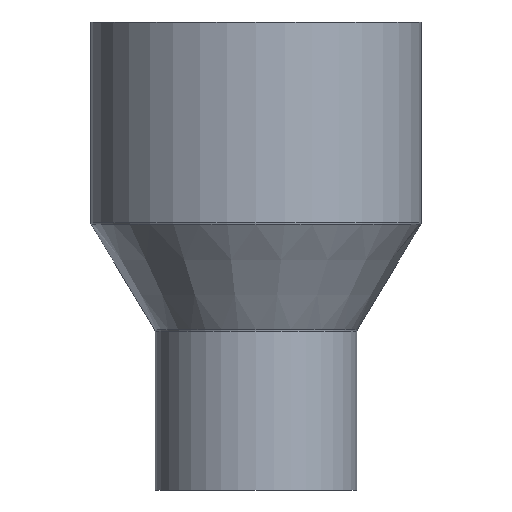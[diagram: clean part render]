
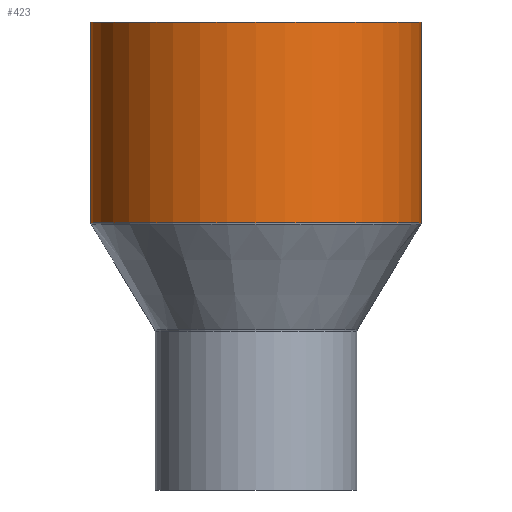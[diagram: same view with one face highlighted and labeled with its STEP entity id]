
A CAD part, front view. The second image highlights one B-rep face of the part: STEP entity #423.
In plain terms, the highlighted cylindrical face has radius 90 mm (diameter 180 mm), a partial arc.
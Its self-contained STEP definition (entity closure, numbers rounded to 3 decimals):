
#4 = AXIS2_PLACEMENT_3D ( 'NONE', #311, #494, #38 ) ;
#16 = AXIS2_PLACEMENT_3D ( 'NONE', #227, #183, #380 ) ;
#28 = CARTESIAN_POINT ( 'NONE',  ( -90., 0., 135.603 ) ) ;
#37 = EDGE_CURVE ( 'NONE', #299, #420, #104, .T. ) ;
#38 = DIRECTION ( 'NONE',  ( -1., 0., 0. ) ) ;
#81 = CARTESIAN_POINT ( 'NONE',  ( 0., 0., 26.16 ) ) ;
#104 = CIRCLE ( 'NONE', #211, 90. ) ;
#105 = LINE ( 'NONE', #309, #553 ) ;
#161 = CYLINDRICAL_SURFACE ( 'NONE', #16, 90. ) ;
#183 = DIRECTION ( 'NONE',  ( 0., 0., -1. ) ) ;
#193 = LINE ( 'NONE', #241, #426 ) ;
#202 = EDGE_LOOP ( 'NONE', ( #362, #483, #609, #559 ) ) ;
#208 = DIRECTION ( 'NONE',  ( 0., 0., -1. ) ) ;
#211 = AXIS2_PLACEMENT_3D ( 'NONE', #81, #587, #282 ) ;
#213 = VERTEX_POINT ( 'NONE', #549 ) ;
#227 = CARTESIAN_POINT ( 'NONE',  ( 0., 0., -16.533 ) ) ;
#240 = EDGE_CURVE ( 'NONE', #213, #299, #105, .T. ) ;
#241 = CARTESIAN_POINT ( 'NONE',  ( -90., 0., -16.533 ) ) ;
#262 = EDGE_CURVE ( 'NONE', #213, #415, #305, .T. ) ;
#265 = CARTESIAN_POINT ( 'NONE',  ( 90., 0., 26.16 ) ) ;
#282 = DIRECTION ( 'NONE',  ( -1., 0., 0. ) ) ;
#299 = VERTEX_POINT ( 'NONE', #265 ) ;
#305 = CIRCLE ( 'NONE', #4, 90. ) ;
#309 = CARTESIAN_POINT ( 'NONE',  ( 90., 0., -16.533 ) ) ;
#311 = CARTESIAN_POINT ( 'NONE',  ( 0., 0., 135.603 ) ) ;
#362 = ORIENTED_EDGE ( 'NONE', *, *, #240, .F. ) ;
#380 = DIRECTION ( 'NONE',  ( -1., 0., 0. ) ) ;
#415 = VERTEX_POINT ( 'NONE', #28 ) ;
#420 = VERTEX_POINT ( 'NONE', #437 ) ;
#423 = ADVANCED_FACE ( 'NONE', ( #565 ), #161, .T. ) ;
#426 = VECTOR ( 'NONE', #645, 1000. ) ;
#437 = CARTESIAN_POINT ( 'NONE',  ( -90., 0., 26.16 ) ) ;
#464 = EDGE_CURVE ( 'NONE', #415, #420, #193, .T. ) ;
#483 = ORIENTED_EDGE ( 'NONE', *, *, #262, .T. ) ;
#494 = DIRECTION ( 'NONE',  ( 0., 0., -1. ) ) ;
#549 = CARTESIAN_POINT ( 'NONE',  ( 90., 0., 135.603 ) ) ;
#553 = VECTOR ( 'NONE', #208, 1000. ) ;
#559 = ORIENTED_EDGE ( 'NONE', *, *, #37, .F. ) ;
#565 = FACE_OUTER_BOUND ( 'NONE', #202, .T. ) ;
#587 = DIRECTION ( 'NONE',  ( 0., 0., -1. ) ) ;
#609 = ORIENTED_EDGE ( 'NONE', *, *, #464, .T. ) ;
#645 = DIRECTION ( 'NONE',  ( 0., 0., -1. ) ) ;
